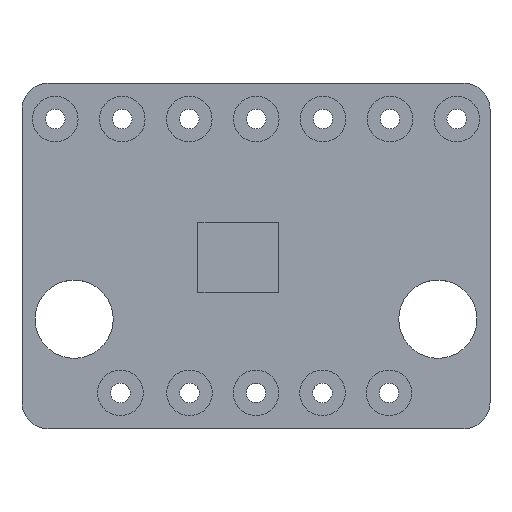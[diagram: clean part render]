
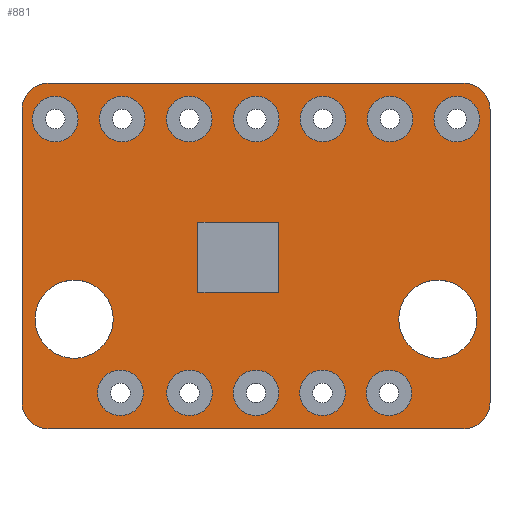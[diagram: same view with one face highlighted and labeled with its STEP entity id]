
A CAD part, top view. The second image highlights one B-rep face of the part: STEP entity #881.
In plain terms, the highlighted planar face has unit normal (0, 0, 1).
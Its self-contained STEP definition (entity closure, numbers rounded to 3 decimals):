
#26=FACE_BOUND('',#184,.T.);
#27=FACE_BOUND('',#185,.T.);
#28=FACE_BOUND('',#186,.T.);
#29=FACE_BOUND('',#187,.T.);
#30=FACE_BOUND('',#188,.T.);
#31=FACE_BOUND('',#189,.T.);
#32=FACE_BOUND('',#190,.T.);
#33=FACE_BOUND('',#191,.T.);
#34=FACE_BOUND('',#192,.T.);
#35=FACE_BOUND('',#193,.T.);
#36=FACE_BOUND('',#194,.T.);
#37=FACE_BOUND('',#195,.T.);
#38=FACE_BOUND('',#196,.T.);
#39=FACE_BOUND('',#197,.T.);
#40=FACE_BOUND('',#198,.T.);
#68=PLANE('',#986);
#118=FACE_OUTER_BOUND('',#183,.T.);
#183=EDGE_LOOP('',(#677,#678,#679,#680,#681,#682,#683,#684));
#184=EDGE_LOOP('',(#685));
#185=EDGE_LOOP('',(#686));
#186=EDGE_LOOP('',(#687));
#187=EDGE_LOOP('',(#688));
#188=EDGE_LOOP('',(#689));
#189=EDGE_LOOP('',(#690));
#190=EDGE_LOOP('',(#691));
#191=EDGE_LOOP('',(#692));
#192=EDGE_LOOP('',(#693));
#193=EDGE_LOOP('',(#694));
#194=EDGE_LOOP('',(#695));
#195=EDGE_LOOP('',(#696));
#196=EDGE_LOOP('',(#697,#698,#699,#700));
#197=EDGE_LOOP('',(#701));
#198=EDGE_LOOP('',(#702));
#253=LINE('',#1437,#307);
#256=LINE('',#1443,#310);
#257=LINE('',#1447,#311);
#258=LINE('',#1451,#312);
#259=LINE('',#1455,#313);
#260=LINE('',#1457,#314);
#261=LINE('',#1459,#315);
#262=LINE('',#1460,#316);
#307=VECTOR('',#1179,10.);
#310=VECTOR('',#1184,10.);
#311=VECTOR('',#1187,10.);
#312=VECTOR('',#1190,10.);
#313=VECTOR('',#1193,10.);
#314=VECTOR('',#1194,10.);
#315=VECTOR('',#1195,10.);
#316=VECTOR('',#1196,10.);
#347=CIRCLE('',#923,0.875);
#350=CIRCLE('',#928,0.875);
#353=CIRCLE('',#933,0.875);
#356=CIRCLE('',#938,0.875);
#359=CIRCLE('',#943,0.875);
#362=CIRCLE('',#948,0.875);
#365=CIRCLE('',#953,0.875);
#368=CIRCLE('',#958,0.875);
#371=CIRCLE('',#963,0.875);
#374=CIRCLE('',#968,0.875);
#377=CIRCLE('',#973,0.875);
#380=CIRCLE('',#978,0.875);
#383=CIRCLE('',#983,1.);
#385=CIRCLE('',#987,1.);
#386=CIRCLE('',#988,1.);
#387=CIRCLE('',#989,1.);
#388=CIRCLE('',#990,1.5);
#389=CIRCLE('',#991,1.5);
#407=VERTEX_POINT('',#1319);
#410=VERTEX_POINT('',#1328);
#413=VERTEX_POINT('',#1337);
#416=VERTEX_POINT('',#1346);
#419=VERTEX_POINT('',#1355);
#422=VERTEX_POINT('',#1364);
#425=VERTEX_POINT('',#1373);
#428=VERTEX_POINT('',#1382);
#431=VERTEX_POINT('',#1391);
#434=VERTEX_POINT('',#1400);
#437=VERTEX_POINT('',#1409);
#440=VERTEX_POINT('',#1418);
#443=VERTEX_POINT('',#1427);
#444=VERTEX_POINT('',#1428);
#447=VERTEX_POINT('',#1436);
#449=VERTEX_POINT('',#1442);
#450=VERTEX_POINT('',#1444);
#451=VERTEX_POINT('',#1446);
#452=VERTEX_POINT('',#1448);
#453=VERTEX_POINT('',#1450);
#454=VERTEX_POINT('',#1453);
#455=VERTEX_POINT('',#1454);
#456=VERTEX_POINT('',#1456);
#457=VERTEX_POINT('',#1458);
#458=VERTEX_POINT('',#1461);
#459=VERTEX_POINT('',#1463);
#483=EDGE_CURVE('',#407,#407,#347,.T.);
#487=EDGE_CURVE('',#410,#410,#350,.T.);
#491=EDGE_CURVE('',#413,#413,#353,.T.);
#495=EDGE_CURVE('',#416,#416,#356,.T.);
#499=EDGE_CURVE('',#419,#419,#359,.T.);
#503=EDGE_CURVE('',#422,#422,#362,.T.);
#507=EDGE_CURVE('',#425,#425,#365,.T.);
#511=EDGE_CURVE('',#428,#428,#368,.T.);
#515=EDGE_CURVE('',#431,#431,#371,.T.);
#519=EDGE_CURVE('',#434,#434,#374,.T.);
#523=EDGE_CURVE('',#437,#437,#377,.T.);
#527=EDGE_CURVE('',#440,#440,#380,.T.);
#531=EDGE_CURVE('',#443,#444,#383,.T.);
#535=EDGE_CURVE('',#447,#444,#253,.T.);
#538=EDGE_CURVE('',#443,#449,#256,.T.);
#539=EDGE_CURVE('',#450,#449,#385,.T.);
#540=EDGE_CURVE('',#450,#451,#257,.T.);
#541=EDGE_CURVE('',#452,#451,#386,.T.);
#542=EDGE_CURVE('',#452,#453,#258,.T.);
#543=EDGE_CURVE('',#447,#453,#387,.T.);
#544=EDGE_CURVE('',#454,#455,#259,.T.);
#545=EDGE_CURVE('',#455,#456,#260,.T.);
#546=EDGE_CURVE('',#456,#457,#261,.T.);
#547=EDGE_CURVE('',#457,#454,#262,.T.);
#548=EDGE_CURVE('',#458,#458,#388,.T.);
#549=EDGE_CURVE('',#459,#459,#389,.T.);
#677=ORIENTED_EDGE('',*,*,#531,.F.);
#678=ORIENTED_EDGE('',*,*,#538,.T.);
#679=ORIENTED_EDGE('',*,*,#539,.F.);
#680=ORIENTED_EDGE('',*,*,#540,.T.);
#681=ORIENTED_EDGE('',*,*,#541,.F.);
#682=ORIENTED_EDGE('',*,*,#542,.T.);
#683=ORIENTED_EDGE('',*,*,#543,.F.);
#684=ORIENTED_EDGE('',*,*,#535,.T.);
#685=ORIENTED_EDGE('',*,*,#483,.T.);
#686=ORIENTED_EDGE('',*,*,#487,.T.);
#687=ORIENTED_EDGE('',*,*,#491,.T.);
#688=ORIENTED_EDGE('',*,*,#495,.T.);
#689=ORIENTED_EDGE('',*,*,#499,.T.);
#690=ORIENTED_EDGE('',*,*,#503,.T.);
#691=ORIENTED_EDGE('',*,*,#507,.T.);
#692=ORIENTED_EDGE('',*,*,#511,.T.);
#693=ORIENTED_EDGE('',*,*,#515,.T.);
#694=ORIENTED_EDGE('',*,*,#519,.T.);
#695=ORIENTED_EDGE('',*,*,#523,.T.);
#696=ORIENTED_EDGE('',*,*,#527,.T.);
#697=ORIENTED_EDGE('',*,*,#544,.T.);
#698=ORIENTED_EDGE('',*,*,#545,.T.);
#699=ORIENTED_EDGE('',*,*,#546,.T.);
#700=ORIENTED_EDGE('',*,*,#547,.T.);
#701=ORIENTED_EDGE('',*,*,#548,.T.);
#702=ORIENTED_EDGE('',*,*,#549,.T.);
#881=ADVANCED_FACE('',(#118,#26,#27,#28,#29,#30,#31,#32,#33,#34,#35,#36,
#37,#38,#39,#40),#68,.T.);
#923=AXIS2_PLACEMENT_3D('',#1320,#1039,#1040);
#928=AXIS2_PLACEMENT_3D('',#1329,#1050,#1051);
#933=AXIS2_PLACEMENT_3D('',#1338,#1061,#1062);
#938=AXIS2_PLACEMENT_3D('',#1347,#1072,#1073);
#943=AXIS2_PLACEMENT_3D('',#1356,#1083,#1084);
#948=AXIS2_PLACEMENT_3D('',#1365,#1094,#1095);
#953=AXIS2_PLACEMENT_3D('',#1374,#1105,#1106);
#958=AXIS2_PLACEMENT_3D('',#1383,#1116,#1117);
#963=AXIS2_PLACEMENT_3D('',#1392,#1127,#1128);
#968=AXIS2_PLACEMENT_3D('',#1401,#1138,#1139);
#973=AXIS2_PLACEMENT_3D('',#1410,#1149,#1150);
#978=AXIS2_PLACEMENT_3D('',#1419,#1160,#1161);
#983=AXIS2_PLACEMENT_3D('',#1429,#1171,#1172);
#986=AXIS2_PLACEMENT_3D('',#1441,#1182,#1183);
#987=AXIS2_PLACEMENT_3D('',#1445,#1185,#1186);
#988=AXIS2_PLACEMENT_3D('',#1449,#1188,#1189);
#989=AXIS2_PLACEMENT_3D('',#1452,#1191,#1192);
#990=AXIS2_PLACEMENT_3D('',#1462,#1197,#1198);
#991=AXIS2_PLACEMENT_3D('',#1464,#1199,#1200);
#1039=DIRECTION('center_axis',(0.,0.,-1.));
#1040=DIRECTION('ref_axis',(-1.,0.,0.));
#1050=DIRECTION('center_axis',(0.,0.,-1.));
#1051=DIRECTION('ref_axis',(-1.,0.,0.));
#1061=DIRECTION('center_axis',(0.,0.,-1.));
#1062=DIRECTION('ref_axis',(-1.,0.,0.));
#1072=DIRECTION('center_axis',(0.,0.,-1.));
#1073=DIRECTION('ref_axis',(-1.,0.,0.));
#1083=DIRECTION('center_axis',(0.,0.,-1.));
#1084=DIRECTION('ref_axis',(-1.,0.,0.));
#1094=DIRECTION('center_axis',(0.,0.,-1.));
#1095=DIRECTION('ref_axis',(-1.,0.,0.));
#1105=DIRECTION('center_axis',(0.,0.,-1.));
#1106=DIRECTION('ref_axis',(-1.,0.,0.));
#1116=DIRECTION('center_axis',(0.,0.,-1.));
#1117=DIRECTION('ref_axis',(-1.,0.,0.));
#1127=DIRECTION('center_axis',(0.,0.,-1.));
#1128=DIRECTION('ref_axis',(-1.,0.,0.));
#1138=DIRECTION('center_axis',(0.,0.,-1.));
#1139=DIRECTION('ref_axis',(-1.,0.,0.));
#1149=DIRECTION('center_axis',(0.,0.,-1.));
#1150=DIRECTION('ref_axis',(-1.,0.,0.));
#1160=DIRECTION('center_axis',(0.,0.,-1.));
#1161=DIRECTION('ref_axis',(-1.,0.,0.));
#1171=DIRECTION('center_axis',(0.,0.,-1.));
#1172=DIRECTION('ref_axis',(-0.707,0.707,0.));
#1179=DIRECTION('',(-1.,0.,0.));
#1182=DIRECTION('center_axis',(0.,0.,1.));
#1183=DIRECTION('ref_axis',(1.,0.,0.));
#1184=DIRECTION('',(0.,-1.,0.));
#1185=DIRECTION('center_axis',(0.,0.,-1.));
#1186=DIRECTION('ref_axis',(-0.707,-0.707,0.));
#1187=DIRECTION('',(1.,0.,0.));
#1188=DIRECTION('center_axis',(0.,0.,-1.));
#1189=DIRECTION('ref_axis',(0.707,-0.707,0.));
#1190=DIRECTION('',(0.,1.,0.));
#1191=DIRECTION('center_axis',(0.,0.,-1.));
#1192=DIRECTION('ref_axis',(0.707,0.707,0.));
#1193=DIRECTION('',(0.,1.,0.));
#1194=DIRECTION('',(1.,0.,0.));
#1195=DIRECTION('',(0.,-1.,0.));
#1196=DIRECTION('',(-1.,0.,0.));
#1197=DIRECTION('center_axis',(0.,0.,-1.));
#1198=DIRECTION('ref_axis',(1.,0.,0.));
#1199=DIRECTION('center_axis',(0.,0.,-1.));
#1200=DIRECTION('ref_axis',(1.,0.,0.));
#1319=CARTESIAN_POINT('',(0.902,-4.139,1.6));
#1320=CARTESIAN_POINT('Origin',(0.027,-4.139,1.6));
#1328=CARTESIAN_POINT('',(6.042,6.361,1.6));
#1329=CARTESIAN_POINT('Origin',(5.167,6.361,1.6));
#1337=CARTESIAN_POINT('',(-4.228,6.361,1.6));
#1338=CARTESIAN_POINT('Origin',(-5.103,6.361,1.6));
#1346=CARTESIAN_POINT('',(-1.658,6.361,1.6));
#1347=CARTESIAN_POINT('Origin',(-2.533,6.361,1.6));
#1355=CARTESIAN_POINT('',(8.602,6.361,1.6));
#1356=CARTESIAN_POINT('Origin',(7.727,6.361,1.6));
#1364=CARTESIAN_POINT('',(-1.648,-4.139,1.6));
#1365=CARTESIAN_POINT('Origin',(-2.523,-4.139,1.6));
#1373=CARTESIAN_POINT('',(3.452,-4.139,1.6));
#1374=CARTESIAN_POINT('Origin',(2.577,-4.139,1.6));
#1382=CARTESIAN_POINT('',(3.472,6.361,1.6));
#1383=CARTESIAN_POINT('Origin',(2.597,6.361,1.6));
#1391=CARTESIAN_POINT('',(-6.798,6.361,1.6));
#1392=CARTESIAN_POINT('Origin',(-7.673,6.361,1.6));
#1400=CARTESIAN_POINT('',(0.912,6.361,1.6));
#1401=CARTESIAN_POINT('Origin',(0.037,6.361,1.6));
#1409=CARTESIAN_POINT('',(6.002,-4.139,1.6));
#1410=CARTESIAN_POINT('Origin',(5.127,-4.139,1.6));
#1418=CARTESIAN_POINT('',(-4.298,-4.139,1.6));
#1419=CARTESIAN_POINT('Origin',(-5.173,-4.139,1.6));
#1427=CARTESIAN_POINT('',(-8.948,6.736,1.6));
#1428=CARTESIAN_POINT('',(-7.948,7.736,1.6));
#1429=CARTESIAN_POINT('Origin',(-7.948,6.736,1.6));
#1436=CARTESIAN_POINT('',(8.002,7.736,1.6));
#1437=CARTESIAN_POINT('',(-8.948,7.736,1.6));
#1441=CARTESIAN_POINT('Origin',(0.027,1.111,1.6));
#1442=CARTESIAN_POINT('',(-8.948,-4.514,1.6));
#1443=CARTESIAN_POINT('',(-8.948,-5.514,1.6));
#1444=CARTESIAN_POINT('',(-7.948,-5.514,1.6));
#1445=CARTESIAN_POINT('Origin',(-7.948,-4.514,1.6));
#1446=CARTESIAN_POINT('',(8.002,-5.514,1.6));
#1447=CARTESIAN_POINT('',(9.002,-5.514,1.6));
#1448=CARTESIAN_POINT('',(9.002,-4.514,1.6));
#1449=CARTESIAN_POINT('Origin',(8.002,-4.514,1.6));
#1450=CARTESIAN_POINT('',(9.002,6.736,1.6));
#1451=CARTESIAN_POINT('',(9.002,7.736,1.6));
#1452=CARTESIAN_POINT('Origin',(8.002,6.736,1.6));
#1453=CARTESIAN_POINT('',(-2.2,-0.29,1.6));
#1454=CARTESIAN_POINT('',(-2.2,2.4,1.6));
#1455=CARTESIAN_POINT('',(-2.2,1.756,1.6));
#1456=CARTESIAN_POINT('',(0.9,2.4,1.6));
#1457=CARTESIAN_POINT('',(0.464,2.4,1.6));
#1458=CARTESIAN_POINT('',(0.9,-0.29,1.6));
#1459=CARTESIAN_POINT('',(0.9,0.411,1.6));
#1460=CARTESIAN_POINT('',(-1.086,-0.29,1.6));
#1461=CARTESIAN_POINT('',(-8.448,-1.314,1.6));
#1462=CARTESIAN_POINT('Origin',(-6.948,-1.314,1.6));
#1463=CARTESIAN_POINT('',(5.502,-1.314,1.6));
#1464=CARTESIAN_POINT('Origin',(7.002,-1.314,1.6));
